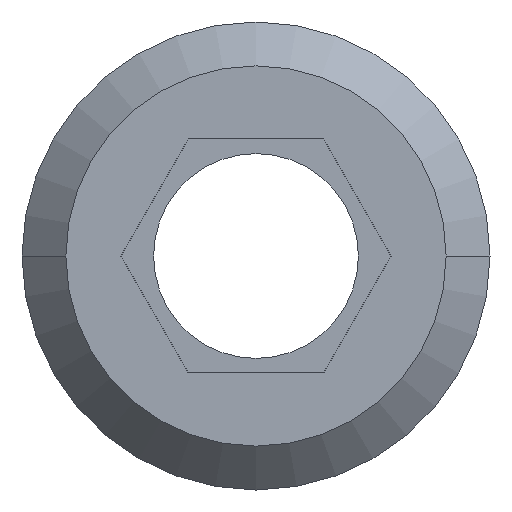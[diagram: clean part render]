
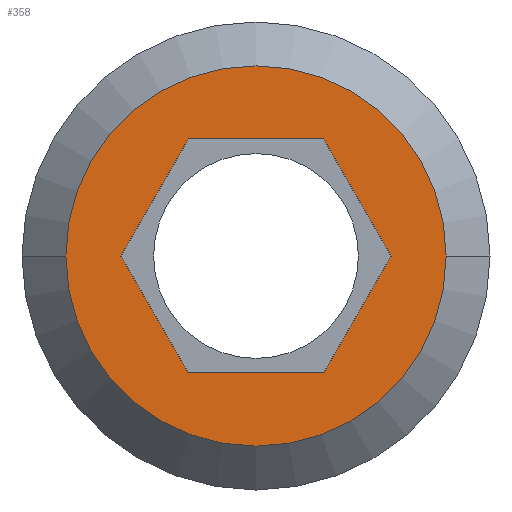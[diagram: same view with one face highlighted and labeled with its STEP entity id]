
A CAD part, front view. The second image highlights one B-rep face of the part: STEP entity #358.
In plain terms, the highlighted planar face has unit normal (0, -1, 0).
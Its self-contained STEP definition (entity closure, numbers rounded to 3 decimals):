
#61=DIRECTION('',(-0.5,0.,-0.866));
#62=VECTOR('',#61,4.619);
#63=CARTESIAN_POINT('',(-2.309,0.,4.));
#64=LINE('',#63,#62);
#65=DIRECTION('',(0.5,0.,-0.866));
#66=VECTOR('',#65,4.619);
#67=CARTESIAN_POINT('',(-4.619,0.,0.));
#68=LINE('',#67,#66);
#69=DIRECTION('',(1.,0.,0.));
#70=VECTOR('',#69,4.619);
#71=CARTESIAN_POINT('',(-2.309,0.,-4.));
#72=LINE('',#71,#70);
#73=DIRECTION('',(0.5,0.,0.866));
#74=VECTOR('',#73,4.619);
#75=CARTESIAN_POINT('',(2.309,0.,-4.));
#76=LINE('',#75,#74);
#77=DIRECTION('',(-0.5,0.,0.866));
#78=VECTOR('',#77,4.619);
#79=CARTESIAN_POINT('',(4.619,0.,0.));
#80=LINE('',#79,#78);
#81=DIRECTION('',(-1.,0.,0.));
#82=VECTOR('',#81,4.619);
#83=CARTESIAN_POINT('',(2.309,0.,4.));
#84=LINE('',#83,#82);
#85=CARTESIAN_POINT('',(0.,0.,0.));
#86=DIRECTION('',(0.,-1.,0.));
#87=DIRECTION('',(-1.,0.,0.));
#88=AXIS2_PLACEMENT_3D('',#85,#86,#87);
#90=CARTESIAN_POINT('',(0.,0.,0.));
#91=DIRECTION('',(0.,-1.,0.));
#92=DIRECTION('',(1.,0.,0.));
#93=AXIS2_PLACEMENT_3D('',#90,#91,#92);
#175=CARTESIAN_POINT('',(-2.309,0.,4.));
#176=CARTESIAN_POINT('',(-4.619,0.,0.));
#177=VERTEX_POINT('',#175);
#178=VERTEX_POINT('',#176);
#179=CARTESIAN_POINT('',(-2.309,0.,-4.));
#180=VERTEX_POINT('',#179);
#181=CARTESIAN_POINT('',(2.309,0.,-4.));
#182=VERTEX_POINT('',#181);
#183=CARTESIAN_POINT('',(4.619,0.,0.));
#184=VERTEX_POINT('',#183);
#185=CARTESIAN_POINT('',(2.309,0.,4.));
#186=VERTEX_POINT('',#185);
#199=CARTESIAN_POINT('',(-6.5,0.,0.));
#200=CARTESIAN_POINT('',(6.5,0.,0.));
#201=VERTEX_POINT('',#199);
#202=VERTEX_POINT('',#200);
#334=CARTESIAN_POINT('',(0.,0.,0.));
#335=DIRECTION('',(0.,1.,0.));
#336=DIRECTION('',(1.,0.,0.));
#337=AXIS2_PLACEMENT_3D('',#334,#335,#336);
#338=PLANE('',#337);
#339=ORIENTED_EDGE('',*,*,#324,.F.);
#341=ORIENTED_EDGE('',*,*,#340,.F.);
#342=EDGE_LOOP('',(#339,#341));
#343=FACE_OUTER_BOUND('',#342,.F.);
#345=ORIENTED_EDGE('',*,*,#344,.T.);
#347=ORIENTED_EDGE('',*,*,#346,.T.);
#349=ORIENTED_EDGE('',*,*,#348,.T.);
#351=ORIENTED_EDGE('',*,*,#350,.T.);
#353=ORIENTED_EDGE('',*,*,#352,.T.);
#355=ORIENTED_EDGE('',*,*,#354,.T.);
#356=EDGE_LOOP('',(#345,#347,#349,#351,#353,#355));
#357=FACE_BOUND('',#356,.F.);
#358=ADVANCED_FACE('',(#343,#357),#338,.F.);
#89=CIRCLE('',#88,6.5);
#94=CIRCLE('',#93,6.5);
#324=EDGE_CURVE('',#201,#202,#89,.T.);
#340=EDGE_CURVE('',#202,#201,#94,.T.);
#344=EDGE_CURVE('',#177,#178,#64,.T.);
#346=EDGE_CURVE('',#178,#180,#68,.T.);
#348=EDGE_CURVE('',#180,#182,#72,.T.);
#350=EDGE_CURVE('',#182,#184,#76,.T.);
#352=EDGE_CURVE('',#184,#186,#80,.T.);
#354=EDGE_CURVE('',#186,#177,#84,.T.);
